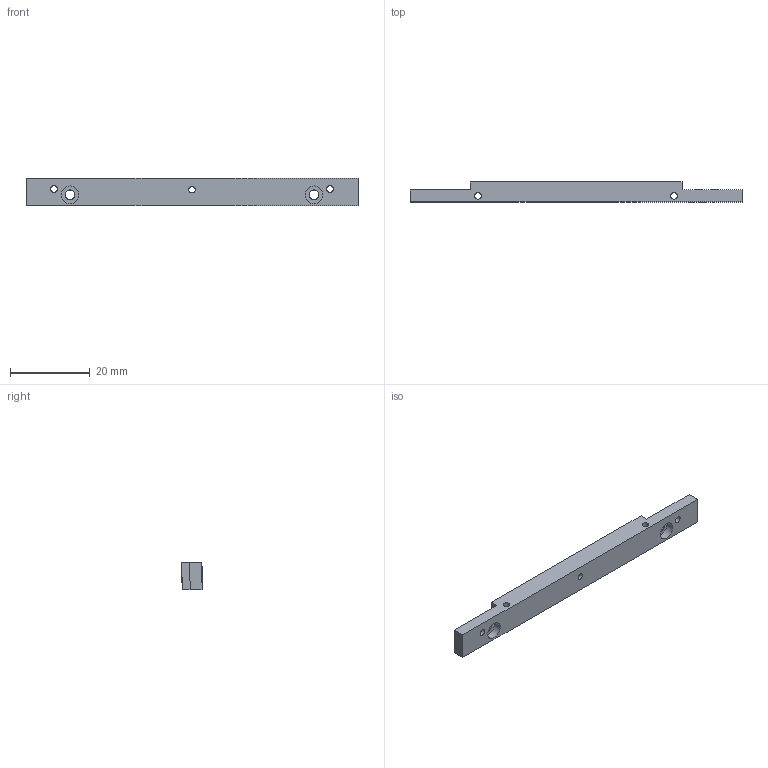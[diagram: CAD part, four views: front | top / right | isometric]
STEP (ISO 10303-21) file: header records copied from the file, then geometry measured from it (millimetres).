
FILE_DESCRIPTION(/* description */ (''),/* implementation_level */ '2;1');
FILE_NAME(/* name */ 'B4_frame2 v6.step',/* time_stamp */ '2021-05-20T07:24:33+09:00',/* author */ (''),/* organization */ (''),/* preprocessor_version */ 'ST-DEVELOPER v18.1',/* originating_system */ 'Autodesk Translation Framework v10.6.0.1341',/* authorisation */ '');
FILE_SCHEMA (('AUTOMOTIVE_DESIGN { 1 0 10303 214 3 1 1 }'));
Length unit declared in the file: millimetre
Products named in the file (1): B4_frame2
Bounding box: 83 x 5 x 6.9 mm (x, y, z)
Volume: 2329.8 mm3; surface area: 2081 mm2
Topology: 1 solids, 1 shells, 23 faces, 55 edges, 36 vertices
Faces by surface type: plane 12, cylinder 9, cone 2
Full cylindrical faces by diameter (mm): 1.6 x5, 2.4 x2, 4.4 x2
Entity records: 741 total; most frequent: DIRECTION 123, CARTESIAN_POINT 115, ORIENTED_EDGE 110, EDGE_CURVE 55, AXIS2_PLACEMENT_3D 44, EDGE_LOOP 39, VERTEX_POINT 36, LINE 35
